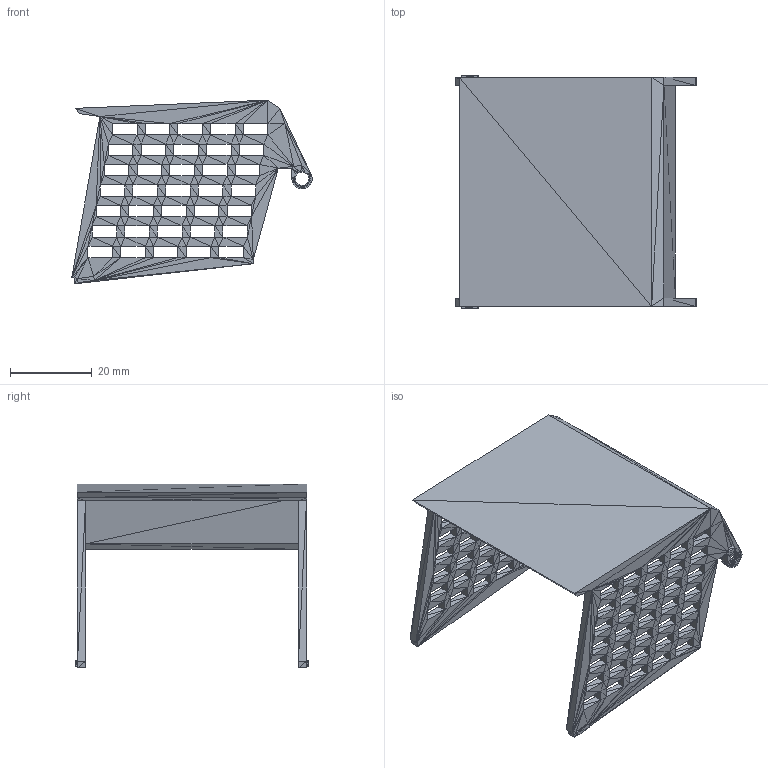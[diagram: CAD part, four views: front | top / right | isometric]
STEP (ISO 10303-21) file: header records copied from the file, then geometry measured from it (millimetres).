
FILE_DESCRIPTION((''),'2;1');
FILE_NAME('Driver Cab', '2025-08-01T02:15:51', (''), (''), 'ImageToStl.com STEP Converter','', '');
FILE_SCHEMA(('AUTOMOTIVE_DESIGN_CC2'));
Length unit declared in the file: metre
Products named in the file (1): product0
Bounding box: 58.79 x 57 x 44.91 mm (x, y, z)
Surface area: 15438 mm2 (no closed solid volume)
Topology: 0 solids, 1920 shells, 1920 faces, 5760 edges, 818 vertices
Faces by surface type: plane 1920
Entity records: 45831 total; most frequent: DIRECTION 9602, ORIENTED_EDGE 5760, EDGE_CURVE 5760, LINE 5760, VECTOR 5760, AXIS2_PLACEMENT_3D 1921, STYLED_ITEM 1921, FACE_SURFACE 1920
